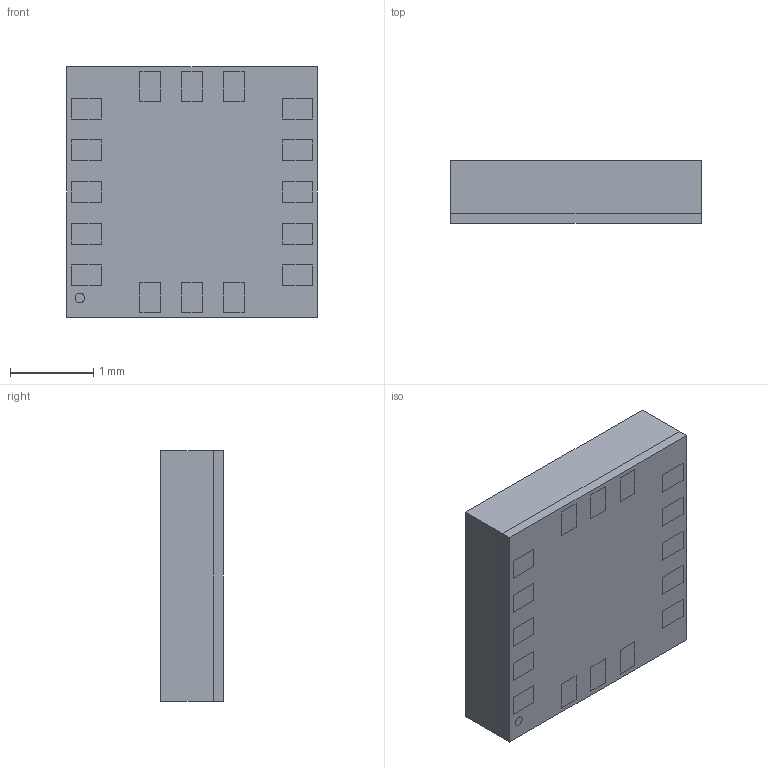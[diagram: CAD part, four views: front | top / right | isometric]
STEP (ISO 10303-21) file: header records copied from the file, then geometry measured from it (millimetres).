
FILE_DESCRIPTION (( 'STEP AP214' ), '1' );
FILE_NAME ('ICM-20608-G.STEP', '2022-02-24T17:18:25', ( 'ADMIN' ), ( '' ), 'SwSTEP 2.0', 'SolidWorks 2016', '' );
FILE_SCHEMA (( 'AUTOMOTIVE_DESIGN' ));
Length unit declared in the file: millimetre
Products named in the file (1): ICM-20608-G
Bounding box: 3 x 0.75 x 3 mm (x, y, z)
Volume: 6.7 mm3; surface area: 50.9 mm2
Topology: 18 solids, 18 shells, 261 faces, 584 edges, 390 vertices
Faces by surface type: plane 255, cylinder 6
Entity records: 7447 total; most frequent: CARTESIAN_POINT 1236, ORIENTED_EDGE 1168, DIRECTION 1120, EDGE_CURVE 584, LINE 572, VECTOR 572, VERTEX_POINT 390, EDGE_LOOP 292
